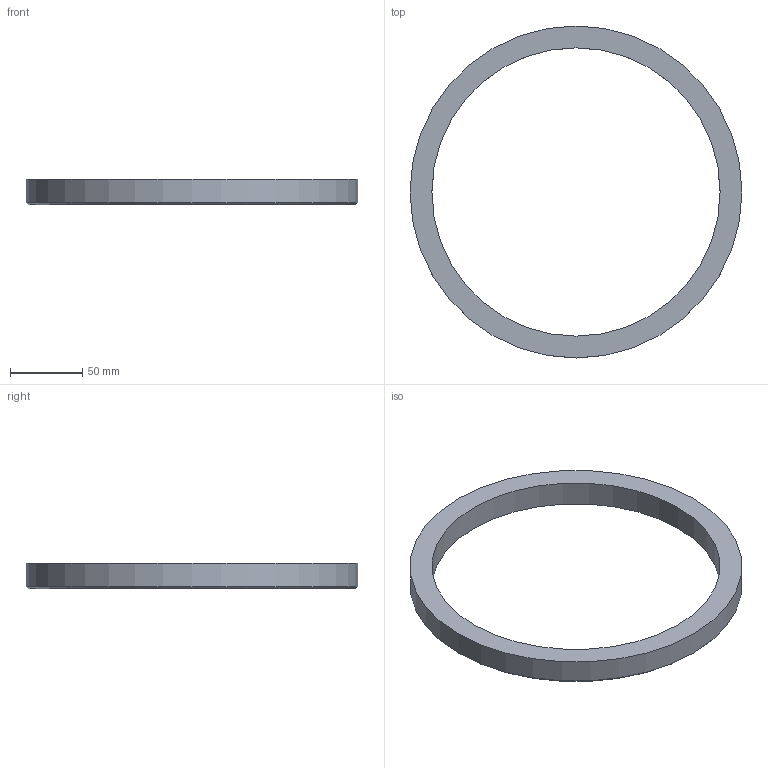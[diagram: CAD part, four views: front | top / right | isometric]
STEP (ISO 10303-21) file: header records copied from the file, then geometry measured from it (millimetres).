
FILE_DESCRIPTION(/* description */ ('Alibre Inc.'),/* implementation_level */ '2;1');
FILE_NAME(/* name */ 'export-28F93DFA-5412-4686-A533-636108865B70',/* time_stamp */ '2025-04-04T07:15:16+08:00',/* author */ (''),/* organization */ (''),/* preprocessor_version */ 'ST-DEVELOPER v17',/* originating_system */ 'Alibre',/* authorisation */ '');
FILE_SCHEMA (('CONFIG_CONTROL_DESIGN'));
Length unit declared in the file: centimetre
Bounding box: 230.32 x 230.32 x 17.7 mm (x, y, z)
Volume: 180567.2 mm3; surface area: 43784.4 mm2
Topology: 1 solids, 1 shells, 5 faces, 8 edges, 5 vertices
Faces by surface type: cylinder 2, plane 2, cone 1
Full cylindrical faces by diameter (mm): 200 x1, 230.32 x1
Entity records: 191 total; most frequent: DIRECTION 18, CARTESIAN_POINT 15, ORIENTED_EDGE 10, EDGE_LOOP 10, FACE_BOUND 10, AXIS2_PLACEMENT_3D 10, ORGANIZATION 8, PERSON 8
